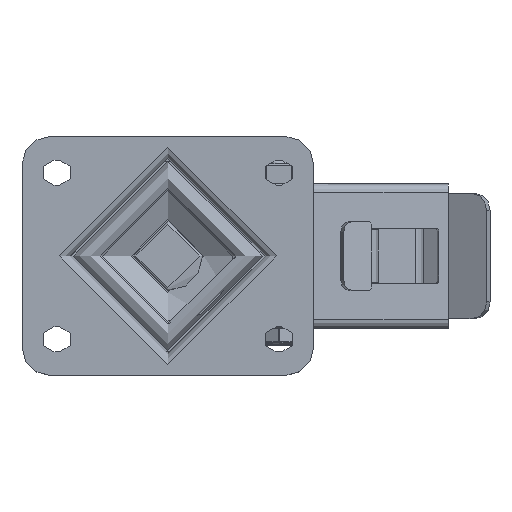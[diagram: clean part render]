
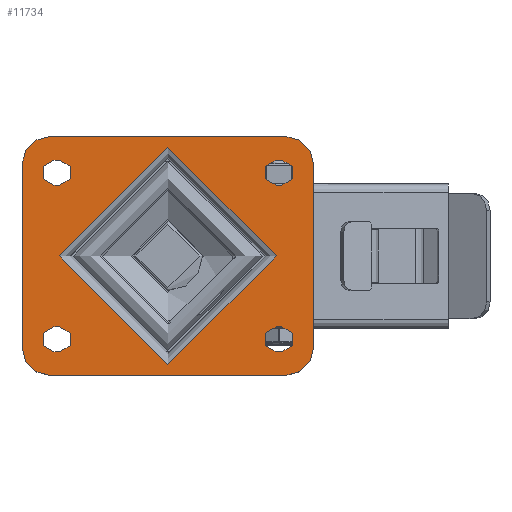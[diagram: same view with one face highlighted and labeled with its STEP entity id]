
A CAD part, top view. The second image highlights one B-rep face of the part: STEP entity #11734.
In plain terms, the highlighted planar face has unit normal (0, 0, 1).
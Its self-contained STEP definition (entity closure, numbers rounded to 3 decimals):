
#631=FACE_BOUND('',#4016,.T.);
#632=FACE_BOUND('',#4017,.T.);
#633=FACE_BOUND('',#4018,.T.);
#634=FACE_BOUND('',#4019,.T.);
#635=FACE_BOUND('',#4020,.T.);
#786=PLANE('',#12786);
#1305=LINE('',#18472,#2236);
#1306=LINE('',#18473,#2237);
#1307=LINE('',#18474,#2238);
#1308=LINE('',#18475,#2239);
#1309=LINE('',#18476,#2240);
#1310=LINE('',#18477,#2241);
#1311=LINE('',#18478,#2242);
#1312=LINE('',#18479,#2243);
#1313=LINE('',#18480,#2244);
#1314=LINE('',#18481,#2245);
#1315=LINE('',#18482,#2246);
#1316=LINE('',#18483,#2247);
#2236=VECTOR('',#14638,1000.);
#2237=VECTOR('',#14639,1000.);
#2238=VECTOR('',#14640,1000.);
#2239=VECTOR('',#14641,1000.);
#2240=VECTOR('',#14642,1000.);
#2241=VECTOR('',#14643,1000.);
#2242=VECTOR('',#14644,1000.);
#2243=VECTOR('',#14645,1000.);
#2244=VECTOR('',#14646,1000.);
#2245=VECTOR('',#14647,1000.);
#2246=VECTOR('',#14648,1000.);
#2247=VECTOR('',#14649,1000.);
#3316=FACE_OUTER_BOUND('',#4015,.T.);
#4015=EDGE_LOOP('',(#8795,#8796,#8797,#8798,#8799,#8800,#8801,#8802));
#4016=EDGE_LOOP('',(#8803));
#4017=EDGE_LOOP('',(#8804,#8805,#8806,#8807));
#4018=EDGE_LOOP('',(#8808,#8809,#8810,#8811));
#4019=EDGE_LOOP('',(#8812,#8813,#8814,#8815));
#4020=EDGE_LOOP('',(#8816,#8817,#8818,#8819));
#4599=CIRCLE('',#12459,4.5);
#4601=CIRCLE('',#12462,4.5);
#4603=CIRCLE('',#12465,4.5);
#4605=CIRCLE('',#12468,4.5);
#4607=CIRCLE('',#12471,4.5);
#4609=CIRCLE('',#12474,4.5);
#4611=CIRCLE('',#12477,4.5);
#4613=CIRCLE('',#12480,4.5);
#4614=CIRCLE('',#12482,10.);
#4616=CIRCLE('',#12485,10.);
#4618=CIRCLE('',#12488,10.);
#4620=CIRCLE('',#12491,10.);
#4630=CIRCLE('',#12505,39.);
#5126=VERTEX_POINT('',#17300);
#5127=VERTEX_POINT('',#17302);
#5130=VERTEX_POINT('',#17309);
#5131=VERTEX_POINT('',#17311);
#5134=VERTEX_POINT('',#17318);
#5135=VERTEX_POINT('',#17320);
#5138=VERTEX_POINT('',#17327);
#5139=VERTEX_POINT('',#17329);
#5142=VERTEX_POINT('',#17336);
#5143=VERTEX_POINT('',#17338);
#5146=VERTEX_POINT('',#17345);
#5147=VERTEX_POINT('',#17347);
#5150=VERTEX_POINT('',#17354);
#5151=VERTEX_POINT('',#17356);
#5154=VERTEX_POINT('',#17363);
#5155=VERTEX_POINT('',#17365);
#5156=VERTEX_POINT('',#17369);
#5157=VERTEX_POINT('',#17370);
#5160=VERTEX_POINT('',#17378);
#5161=VERTEX_POINT('',#17379);
#5164=VERTEX_POINT('',#17387);
#5165=VERTEX_POINT('',#17388);
#5168=VERTEX_POINT('',#17396);
#5169=VERTEX_POINT('',#17397);
#5178=VERTEX_POINT('',#17423);
#6239=EDGE_CURVE('',#5127,#5126,#4599,.T.);
#6243=EDGE_CURVE('',#5131,#5130,#4601,.T.);
#6247=EDGE_CURVE('',#5135,#5134,#4603,.T.);
#6251=EDGE_CURVE('',#5139,#5138,#4605,.T.);
#6255=EDGE_CURVE('',#5143,#5142,#4607,.T.);
#6259=EDGE_CURVE('',#5147,#5146,#4609,.T.);
#6263=EDGE_CURVE('',#5151,#5150,#4611,.T.);
#6267=EDGE_CURVE('',#5155,#5154,#4613,.T.);
#6269=EDGE_CURVE('',#5156,#5157,#4614,.T.);
#6273=EDGE_CURVE('',#5160,#5161,#4616,.T.);
#6277=EDGE_CURVE('',#5164,#5165,#4618,.T.);
#6281=EDGE_CURVE('',#5168,#5169,#4620,.T.);
#6294=EDGE_CURVE('',#5178,#5178,#4630,.T.);
#6659=EDGE_CURVE('',#5165,#5168,#1305,.T.);
#6660=EDGE_CURVE('',#5161,#5164,#1306,.T.);
#6661=EDGE_CURVE('',#5157,#5160,#1307,.T.);
#6662=EDGE_CURVE('',#5169,#5156,#1308,.T.);
#6663=EDGE_CURVE('',#5150,#5155,#1309,.T.);
#6664=EDGE_CURVE('',#5154,#5151,#1310,.T.);
#6665=EDGE_CURVE('',#5142,#5147,#1311,.T.);
#6666=EDGE_CURVE('',#5146,#5143,#1312,.T.);
#6667=EDGE_CURVE('',#5134,#5139,#1313,.T.);
#6668=EDGE_CURVE('',#5138,#5135,#1314,.T.);
#6669=EDGE_CURVE('',#5126,#5131,#1315,.T.);
#6670=EDGE_CURVE('',#5130,#5127,#1316,.T.);
#8795=ORIENTED_EDGE('',*,*,#6281,.F.);
#8796=ORIENTED_EDGE('',*,*,#6659,.F.);
#8797=ORIENTED_EDGE('',*,*,#6277,.F.);
#8798=ORIENTED_EDGE('',*,*,#6660,.F.);
#8799=ORIENTED_EDGE('',*,*,#6273,.F.);
#8800=ORIENTED_EDGE('',*,*,#6661,.F.);
#8801=ORIENTED_EDGE('',*,*,#6269,.F.);
#8802=ORIENTED_EDGE('',*,*,#6662,.F.);
#8803=ORIENTED_EDGE('',*,*,#6294,.F.);
#8804=ORIENTED_EDGE('',*,*,#6663,.T.);
#8805=ORIENTED_EDGE('',*,*,#6267,.T.);
#8806=ORIENTED_EDGE('',*,*,#6664,.T.);
#8807=ORIENTED_EDGE('',*,*,#6263,.T.);
#8808=ORIENTED_EDGE('',*,*,#6665,.T.);
#8809=ORIENTED_EDGE('',*,*,#6259,.T.);
#8810=ORIENTED_EDGE('',*,*,#6666,.T.);
#8811=ORIENTED_EDGE('',*,*,#6255,.T.);
#8812=ORIENTED_EDGE('',*,*,#6667,.T.);
#8813=ORIENTED_EDGE('',*,*,#6251,.T.);
#8814=ORIENTED_EDGE('',*,*,#6668,.T.);
#8815=ORIENTED_EDGE('',*,*,#6247,.T.);
#8816=ORIENTED_EDGE('',*,*,#6669,.T.);
#8817=ORIENTED_EDGE('',*,*,#6243,.T.);
#8818=ORIENTED_EDGE('',*,*,#6670,.T.);
#8819=ORIENTED_EDGE('',*,*,#6239,.T.);
#11734=ADVANCED_FACE('',(#3316,#631,#632,#633,#634,#635),#786,.T.);
#12459=AXIS2_PLACEMENT_3D('',#17303,#13772,#13773);
#12462=AXIS2_PLACEMENT_3D('',#17312,#13780,#13781);
#12465=AXIS2_PLACEMENT_3D('',#17321,#13788,#13789);
#12468=AXIS2_PLACEMENT_3D('',#17330,#13796,#13797);
#12471=AXIS2_PLACEMENT_3D('',#17339,#13804,#13805);
#12474=AXIS2_PLACEMENT_3D('',#17348,#13812,#13813);
#12477=AXIS2_PLACEMENT_3D('',#17357,#13820,#13821);
#12480=AXIS2_PLACEMENT_3D('',#17366,#13828,#13829);
#12482=AXIS2_PLACEMENT_3D('',#17371,#13833,#13834);
#12485=AXIS2_PLACEMENT_3D('',#17380,#13841,#13842);
#12488=AXIS2_PLACEMENT_3D('',#17389,#13849,#13850);
#12491=AXIS2_PLACEMENT_3D('',#17398,#13857,#13858);
#12505=AXIS2_PLACEMENT_3D('',#17424,#13888,#13889);
#12786=AXIS2_PLACEMENT_3D('',#18471,#14636,#14637);
#13772=DIRECTION('center_axis',(0.,0.,-1.));
#13773=DIRECTION('ref_axis',(1.,0.,0.));
#13780=DIRECTION('center_axis',(0.,0.,-1.));
#13781=DIRECTION('ref_axis',(-1.,0.,0.));
#13788=DIRECTION('center_axis',(0.,0.,-1.));
#13789=DIRECTION('ref_axis',(1.,0.,0.));
#13796=DIRECTION('center_axis',(0.,0.,-1.));
#13797=DIRECTION('ref_axis',(-1.,0.,0.));
#13804=DIRECTION('center_axis',(0.,0.,-1.));
#13805=DIRECTION('ref_axis',(-1.,0.,0.));
#13812=DIRECTION('center_axis',(0.,0.,-1.));
#13813=DIRECTION('ref_axis',(1.,0.,0.));
#13820=DIRECTION('center_axis',(0.,0.,-1.));
#13821=DIRECTION('ref_axis',(-1.,0.,0.));
#13828=DIRECTION('center_axis',(0.,0.,-1.));
#13829=DIRECTION('ref_axis',(1.,0.,0.));
#13833=DIRECTION('center_axis',(0.,0.,-1.));
#13834=DIRECTION('ref_axis',(-0.707,0.707,0.));
#13841=DIRECTION('center_axis',(0.,0.,-1.));
#13842=DIRECTION('ref_axis',(0.707,0.707,0.));
#13849=DIRECTION('center_axis',(0.,0.,-1.));
#13850=DIRECTION('ref_axis',(0.707,-0.707,0.));
#13857=DIRECTION('center_axis',(0.,0.,-1.));
#13858=DIRECTION('ref_axis',(-0.707,-0.707,0.));
#13888=DIRECTION('center_axis',(0.,0.,1.));
#13889=DIRECTION('ref_axis',(0.,-1.,0.));
#14636=DIRECTION('center_axis',(0.,0.,1.));
#14637=DIRECTION('ref_axis',(1.,0.,0.));
#14638=DIRECTION('',(-1.,0.,0.));
#14639=DIRECTION('',(0.,-1.,0.));
#14640=DIRECTION('',(1.,0.,0.));
#14641=DIRECTION('',(0.,1.,0.));
#14642=DIRECTION('',(-1.,0.,0.));
#14643=DIRECTION('',(1.,0.,0.));
#14644=DIRECTION('',(-1.,0.,0.));
#14645=DIRECTION('',(1.,0.,0.));
#14646=DIRECTION('',(1.,0.,0.));
#14647=DIRECTION('',(-1.,0.,0.));
#14648=DIRECTION('',(1.,0.,0.));
#14649=DIRECTION('',(-1.,0.,0.));
#17300=CARTESIAN_POINT('',(39.,-25.5,0.));
#17302=CARTESIAN_POINT('',(39.,-34.5,0.));
#17303=CARTESIAN_POINT('Origin',(39.,-30.,0.));
#17309=CARTESIAN_POINT('',(41.,-34.5,0.));
#17311=CARTESIAN_POINT('',(41.,-25.5,0.));
#17312=CARTESIAN_POINT('Origin',(41.,-30.,0.));
#17318=CARTESIAN_POINT('',(39.,34.5,0.));
#17320=CARTESIAN_POINT('',(39.,25.5,0.));
#17321=CARTESIAN_POINT('Origin',(39.,30.,0.));
#17327=CARTESIAN_POINT('',(41.,25.5,0.));
#17329=CARTESIAN_POINT('',(41.,34.5,0.));
#17330=CARTESIAN_POINT('Origin',(41.,30.,0.));
#17336=CARTESIAN_POINT('',(-39.,-34.5,0.));
#17338=CARTESIAN_POINT('',(-39.,-25.5,0.));
#17339=CARTESIAN_POINT('Origin',(-39.,-30.,0.));
#17345=CARTESIAN_POINT('',(-41.,-25.5,0.));
#17347=CARTESIAN_POINT('',(-41.,-34.5,0.));
#17348=CARTESIAN_POINT('Origin',(-41.,-30.,0.));
#17354=CARTESIAN_POINT('',(-39.,25.5,0.));
#17356=CARTESIAN_POINT('',(-39.,34.5,0.));
#17357=CARTESIAN_POINT('Origin',(-39.,30.,0.));
#17363=CARTESIAN_POINT('',(-41.,34.5,0.));
#17365=CARTESIAN_POINT('',(-41.,25.5,0.));
#17366=CARTESIAN_POINT('Origin',(-41.,30.,0.));
#17369=CARTESIAN_POINT('',(-52.5,33.,0.));
#17370=CARTESIAN_POINT('',(-42.5,43.,0.));
#17371=CARTESIAN_POINT('Origin',(-42.5,33.,0.));
#17378=CARTESIAN_POINT('',(42.5,43.,0.));
#17379=CARTESIAN_POINT('',(52.5,33.,0.));
#17380=CARTESIAN_POINT('Origin',(42.5,33.,0.));
#17387=CARTESIAN_POINT('',(52.5,-33.,0.));
#17388=CARTESIAN_POINT('',(42.5,-43.,0.));
#17389=CARTESIAN_POINT('Origin',(42.5,-33.,0.));
#17396=CARTESIAN_POINT('',(-42.5,-43.,0.));
#17397=CARTESIAN_POINT('',(-52.5,-33.,0.));
#17398=CARTESIAN_POINT('Origin',(-42.5,-33.,0.));
#17423=CARTESIAN_POINT('',(39.,0.,0.));
#17424=CARTESIAN_POINT('Origin',(0.,0.,0.));
#18471=CARTESIAN_POINT('Origin',(0.,0.,0.));
#18472=CARTESIAN_POINT('',(52.5,-43.,0.));
#18473=CARTESIAN_POINT('',(52.5,43.,0.));
#18474=CARTESIAN_POINT('',(-52.5,43.,0.));
#18475=CARTESIAN_POINT('',(-52.5,-43.,0.));
#18476=CARTESIAN_POINT('',(-41.,25.5,0.));
#18477=CARTESIAN_POINT('',(-41.,34.5,0.));
#18478=CARTESIAN_POINT('',(-41.,-34.5,0.));
#18479=CARTESIAN_POINT('',(-41.,-25.5,0.));
#18480=CARTESIAN_POINT('',(41.,34.5,0.));
#18481=CARTESIAN_POINT('',(41.,25.5,0.));
#18482=CARTESIAN_POINT('',(41.,-25.5,0.));
#18483=CARTESIAN_POINT('',(41.,-34.5,0.));
